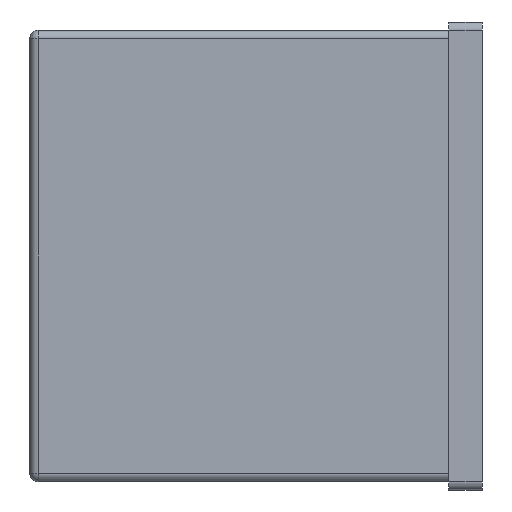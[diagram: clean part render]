
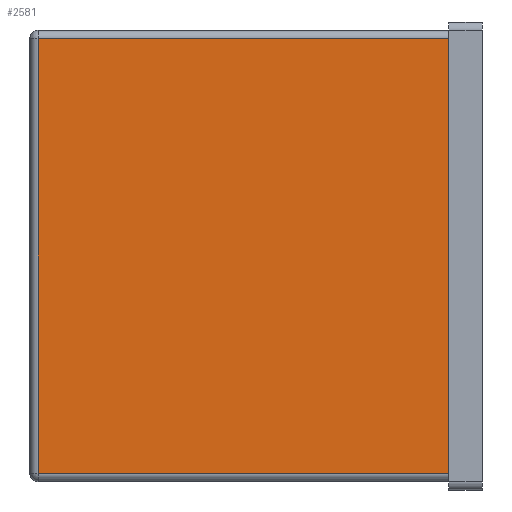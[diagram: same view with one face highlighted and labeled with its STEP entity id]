
A CAD part, left-side view. The second image highlights one B-rep face of the part: STEP entity #2581.
In plain terms, the highlighted planar face has unit normal (-1, 0, 0).
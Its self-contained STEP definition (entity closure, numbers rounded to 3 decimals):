
#59 = EDGE_CURVE ( 'NONE', #273, #2005, #794, .T. ) ;
#136 = VERTEX_POINT ( 'NONE', #2565 ) ;
#161 = VECTOR ( 'NONE', #2016, 1000. ) ;
#174 = CARTESIAN_POINT ( 'NONE',  ( 0., 24.8, -26.2 ) ) ;
#195 = FACE_OUTER_BOUND ( 'NONE', #827, .T. ) ;
#252 = DIRECTION ( 'NONE',  ( 1., 0., 0. ) ) ;
#273 = VERTEX_POINT ( 'NONE', #2644 ) ;
#353 = EDGE_CURVE ( 'NONE', #136, #273, #1927, .T. ) ;
#387 = ORIENTED_EDGE ( 'NONE', *, *, #933, .T. ) ;
#409 = DIRECTION ( 'NONE',  ( 0., 1., 0. ) ) ;
#732 = ORIENTED_EDGE ( 'NONE', *, *, #353, .T. ) ;
#788 = ORIENTED_EDGE ( 'NONE', *, *, #59, .T. ) ;
#794 = LINE ( 'NONE', #1049, #2546 ) ;
#827 = EDGE_LOOP ( 'NONE', ( #387, #1740, #732, #788 ) ) ;
#870 = CARTESIAN_POINT ( 'NONE',  ( 0., 0., 0. ) ) ;
#933 = EDGE_CURVE ( 'NONE', #2005, #1153, #2570, .T. ) ;
#1049 = CARTESIAN_POINT ( 'NONE',  ( 0., 24.8, -0.5 ) ) ;
#1055 = DIRECTION ( 'NONE',  ( 0., 0., 1. ) ) ;
#1100 = DIRECTION ( 'NONE',  ( 0., 0., -1. ) ) ;
#1153 = VERTEX_POINT ( 'NONE', #2239 ) ;
#1472 = CARTESIAN_POINT ( 'NONE',  ( 0., 24.3, -0.5 ) ) ;
#1601 = LINE ( 'NONE', #174, #161 ) ;
#1740 = ORIENTED_EDGE ( 'NONE', *, *, #2324, .T. ) ;
#1900 = CARTESIAN_POINT ( 'NONE',  ( 0., 24.3, 0. ) ) ;
#1927 = LINE ( 'NONE', #870, #2414 ) ;
#2005 = VERTEX_POINT ( 'NONE', #1472 ) ;
#2016 = DIRECTION ( 'NONE',  ( 0., -1., 0. ) ) ;
#2104 = CARTESIAN_POINT ( 'NONE',  ( 0., 24.8, 0. ) ) ;
#2239 = CARTESIAN_POINT ( 'NONE',  ( 0., 24.3, -26.2 ) ) ;
#2298 = PLANE ( 'NONE',  #2555 ) ;
#2324 = EDGE_CURVE ( 'NONE', #1153, #136, #1601, .T. ) ;
#2411 = VECTOR ( 'NONE', #2544, 1000. ) ;
#2414 = VECTOR ( 'NONE', #1055, 1000. ) ;
#2544 = DIRECTION ( 'NONE',  ( 0., 0., -1. ) ) ;
#2546 = VECTOR ( 'NONE', #409, 1000. ) ;
#2555 = AXIS2_PLACEMENT_3D ( 'NONE', #2104, #252, #1100 ) ;
#2565 = CARTESIAN_POINT ( 'NONE',  ( 0., 0., -26.2 ) ) ;
#2570 = LINE ( 'NONE', #1900, #2411 ) ;
#2581 = ADVANCED_FACE ( 'NONE', ( #195 ), #2298, .F. ) ;
#2644 = CARTESIAN_POINT ( 'NONE',  ( 0., 0., -0.5 ) ) ;
